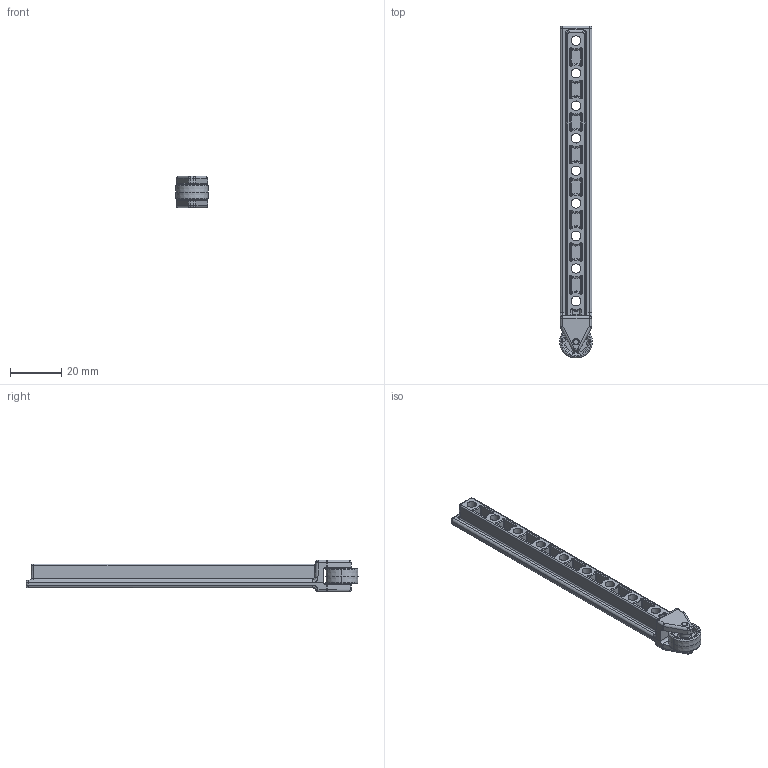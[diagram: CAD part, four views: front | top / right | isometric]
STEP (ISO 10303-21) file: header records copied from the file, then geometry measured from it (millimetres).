
FILE_DESCRIPTION (( 'STEP AP214' ), '1' );
FILE_NAME ('276-2045-066 Rev1.STEP', '2015-09-21T18:41:53', ( 'svradm' ), ( '' ), 'SwSTEP 2.0', 'SolidWorks 2015', '' );
FILE_SCHEMA (( 'AUTOMOTIVE_DESIGN' ));
Length unit declared in the file: millimetre
Products named in the file (4): 276-2045-063 Rev1; 276-2045-065 Rev1; 276-2045-062 Rev1; 276-2045-066 Rev1
Assembly tree (3 placements, depth 2):
  276-2045-066 Rev1
    276-2045-062 Rev1
    276-2045-065 Rev1
    276-2045-063 Rev1
Bounding box: 12.7 x 129.54 x 12.45 mm (x, y, z)
Volume: 7996.8 mm3; surface area: 8106.7 mm2
Topology: 3 solids, 3 shells, 426 faces, 1009 edges, 580 vertices
Faces by surface type: bspline 214, cylinder 126, plane 61, cone 25
Entity records: 25364 total; most frequent: CARTESIAN_POINT 17196, ORIENTED_EDGE 1976, DIRECTION 1304, EDGE_CURVE 988, VERTEX_POINT 580, AXIS2_PLACEMENT_3D 531, EDGE_LOOP 462, FACE_OUTER_BOUND 426
